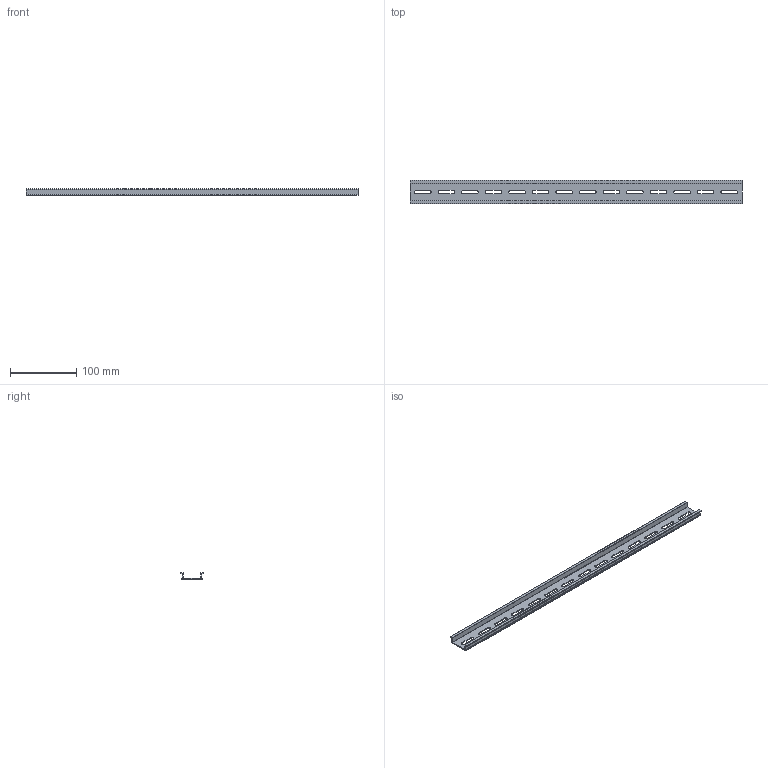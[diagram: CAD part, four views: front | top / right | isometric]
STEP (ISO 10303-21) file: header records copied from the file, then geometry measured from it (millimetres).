
FILE_DESCRIPTION (( 'STEP AP203' ), '1' );
FILE_NAME ('DN-R35SAL1-500-5_Default.step', '2025-02-28T16:45:35', ( 'Windows User' ), ( 'AUTOMATION DIRECT' ), 'SwSTEP 2.0', 'SolidWorks 2024', '' );
FILE_SCHEMA (( 'CONFIG_CONTROL_DESIGN' ));
Length unit declared in the file: millimetre
Products named in the file (1): DN-R35SAL1-500-5_Default
Bounding box: 500 x 35 x 10 mm (x, y, z)
Volume: 38251.2 mm3; surface area: 52947.5 mm2
Topology: 1 solids, 1 shells, 90 faces, 264 edges, 176 vertices
Faces by surface type: plane 46, cylinder 44
Entity records: 3149 total; most frequent: DIRECTION 534, CARTESIAN_POINT 531, ORIENTED_EDGE 528, EDGE_CURVE 264, AXIS2_PLACEMENT_3D 179, LINE 176, VECTOR 176, VERTEX_POINT 176
